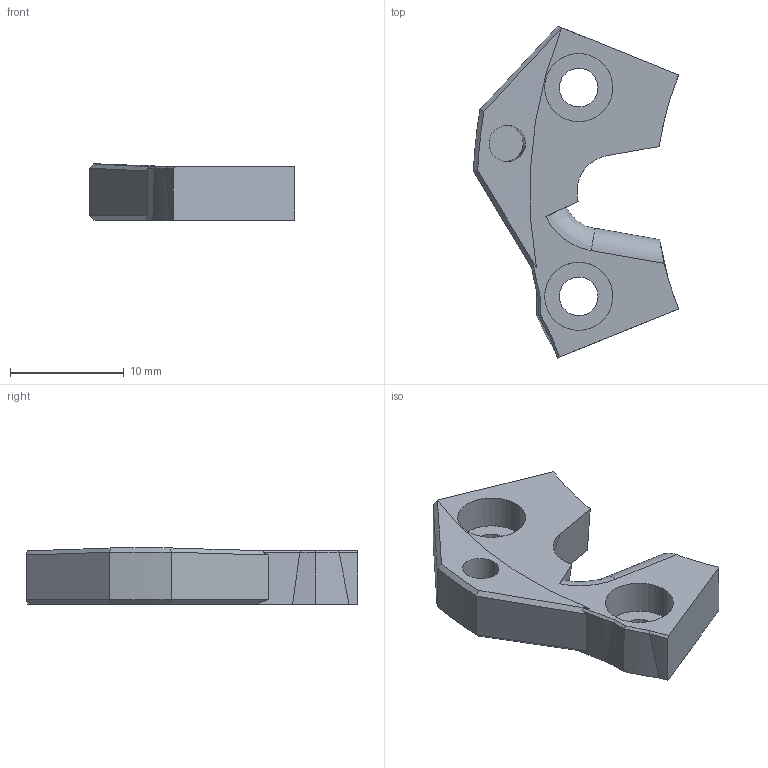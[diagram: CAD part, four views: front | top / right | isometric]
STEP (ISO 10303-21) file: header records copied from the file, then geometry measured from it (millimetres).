
FILE_DESCRIPTION (( 'STEP AP214' ), '1' );
FILE_NAME ('top_housing.STEP', '2025-05-27T14:01:33', ( '' ), ( '' ), 'SwSTEP 2.0', 'SolidWorks 2025', '' );
FILE_SCHEMA (( 'AUTOMOTIVE_DESIGN' ));
Length unit declared in the file: millimetre
Products named in the file (1): top_housing_cache_cable_upper
Bounding box: 18.06 x 29.22 x 4.94 mm (x, y, z)
Volume: 1170.9 mm3; surface area: 1163 mm2
Topology: 1 solids, 1 shells, 44 faces, 115 edges, 76 vertices
Faces by surface type: cylinder 17, plane 16, cone 7, bspline 4
Entity records: 1571 total; most frequent: CARTESIAN_POINT 509, ORIENTED_EDGE 230, DIRECTION 199, EDGE_CURVE 115, AXIS2_PLACEMENT_3D 80, VERTEX_POINT 76, EDGE_LOOP 51, ADVANCED_FACE 44
